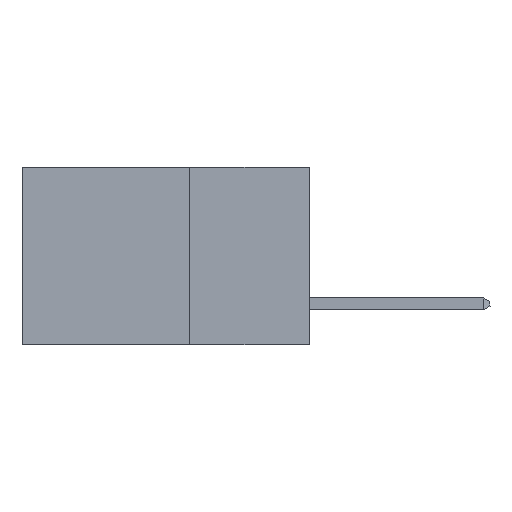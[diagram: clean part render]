
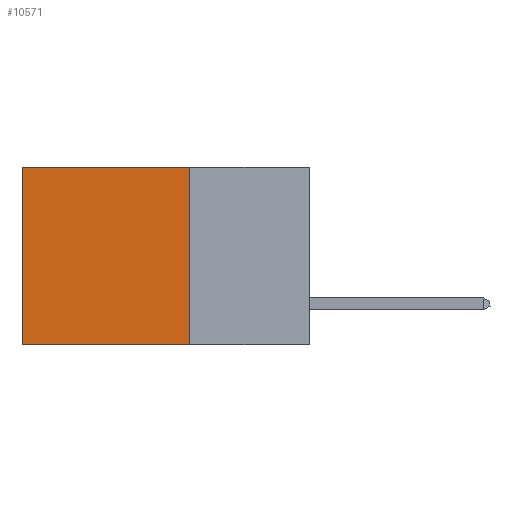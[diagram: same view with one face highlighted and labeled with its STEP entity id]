
A CAD part, left-side view. The second image highlights one B-rep face of the part: STEP entity #10571.
In plain terms, the highlighted planar face has unit normal (-1, 0, 0).
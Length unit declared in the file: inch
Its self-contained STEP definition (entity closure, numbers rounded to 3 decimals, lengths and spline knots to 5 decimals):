
#100 = VECTOR ( 'NONE', #4006, 39.37008 ) ;
#147 = FACE_OUTER_BOUND ( 'NONE', #9898, .T. ) ;
#383 = EDGE_CURVE ( 'NONE', #10777, #2751, #11107, .T. ) ;
#1030 = EDGE_CURVE ( 'NONE', #10777, #12304, #2003, .T. ) ;
#1054 = VECTOR ( 'NONE', #5896, 39.37008 ) ;
#1170 = CARTESIAN_POINT ( 'NONE',  ( 0.2875, 0.25, -0.37 ) ) ;
#1378 = VECTOR ( 'NONE', #4894, 39.37008 ) ;
#1774 = EDGE_CURVE ( 'NONE', #2751, #12035, #11235, .T. ) ;
#2003 = LINE ( 'NONE', #5854, #1378 ) ;
#2083 = CARTESIAN_POINT ( 'NONE',  ( 0.2875, 0.6, -0.37 ) ) ;
#2751 = VERTEX_POINT ( 'NONE', #1170 ) ;
#3525 = VECTOR ( 'NONE', #8963, 39.37008 ) ;
#3862 = ORIENTED_EDGE ( 'NONE', *, *, #383, .F. ) ;
#4006 = DIRECTION ( 'NONE',  ( 0., 0., -1. ) ) ;
#4351 = DIRECTION ( 'NONE',  ( 1., 0., 0. ) ) ;
#4894 = DIRECTION ( 'NONE',  ( 0., 1., 0. ) ) ;
#5854 = CARTESIAN_POINT ( 'NONE',  ( 0.2875, 0.25, 0. ) ) ;
#5896 = DIRECTION ( 'NONE',  ( 0., 1., 0. ) ) ;
#5909 = CARTESIAN_POINT ( 'NONE',  ( 0.2875, 0.25, -0.37 ) ) ;
#6840 = CARTESIAN_POINT ( 'NONE',  ( 0.2875, 0.6, 0. ) ) ;
#7562 = AXIS2_PLACEMENT_3D ( 'NONE', #9100, #4351, #11011 ) ;
#8016 = ORIENTED_EDGE ( 'NONE', *, *, #1030, .T. ) ;
#8102 = LINE ( 'NONE', #6840, #100 ) ;
#8273 = ORIENTED_EDGE ( 'NONE', *, *, #1774, .F. ) ;
#8963 = DIRECTION ( 'NONE',  ( 0., 0., -1. ) ) ;
#9056 = EDGE_CURVE ( 'NONE', #12304, #12035, #8102, .T. ) ;
#9086 = CARTESIAN_POINT ( 'NONE',  ( 0.2875, 0.25, 0. ) ) ;
#9100 = CARTESIAN_POINT ( 'NONE',  ( 0.2875, 0.25, 0. ) ) ;
#9898 = EDGE_LOOP ( 'NONE', ( #11712, #8273, #3862, #8016 ) ) ;
#10067 = PLANE ( 'NONE',  #7562 ) ;
#10129 = CARTESIAN_POINT ( 'NONE',  ( 0.2875, 0.6, 0. ) ) ;
#10571 = ADVANCED_FACE ( 'NONE', ( #147 ), #10067, .F. ) ;
#10777 = VERTEX_POINT ( 'NONE', #11327 ) ;
#11011 = DIRECTION ( 'NONE',  ( 0., 0., -1. ) ) ;
#11107 = LINE ( 'NONE', #9086, #3525 ) ;
#11235 = LINE ( 'NONE', #5909, #1054 ) ;
#11327 = CARTESIAN_POINT ( 'NONE',  ( 0.2875, 0.25, 0. ) ) ;
#11712 = ORIENTED_EDGE ( 'NONE', *, *, #9056, .T. ) ;
#12035 = VERTEX_POINT ( 'NONE', #2083 ) ;
#12304 = VERTEX_POINT ( 'NONE', #10129 ) ;
